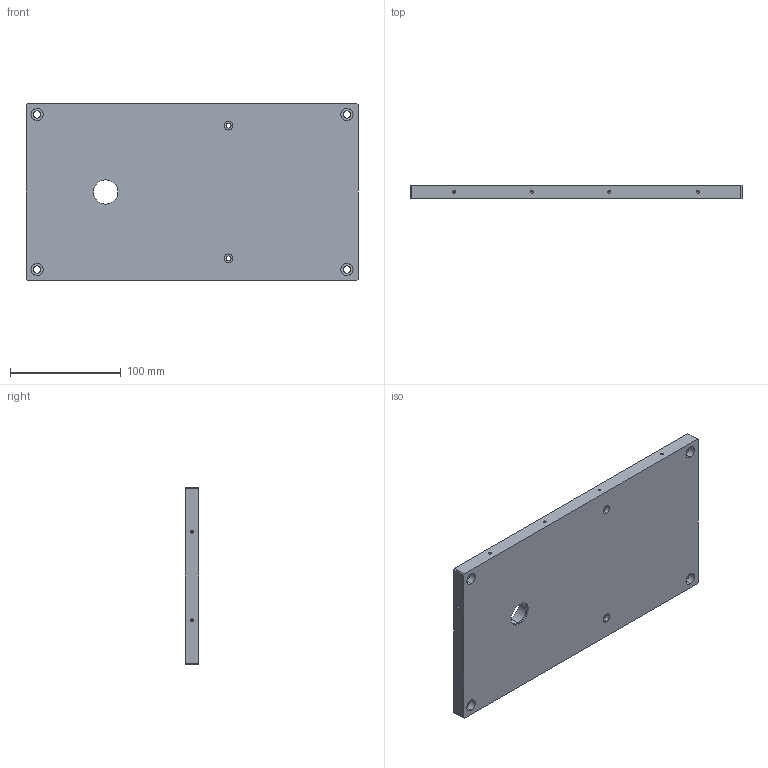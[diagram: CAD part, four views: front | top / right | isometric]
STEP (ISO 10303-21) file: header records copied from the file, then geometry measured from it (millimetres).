
FILE_DESCRIPTION (( 'STEP AP214' ), '1' );
FILE_NAME ('190211_ST_001.STEP', '2019-02-11T13:53:00', ( '' ), ( '' ), 'SwSTEP 2.0', 'SolidWorks 2016', '' );
FILE_SCHEMA (( 'AUTOMOTIVE_DESIGN' ));
Length unit declared in the file: millimetre
Products named in the file (1): 190211_ST_001
Bounding box: 300 x 12 x 160 mm (x, y, z)
Volume: 567035.7 mm3; surface area: 109314.9 mm2
Topology: 1 solids, 1 shells, 100 faces, 242 edges, 140 vertices
Faces by surface type: cylinder 54, cone 28, plane 18
Entity records: 3092 total; most frequent: DIRECTION 532, CARTESIAN_POINT 459, ORIENTED_EDGE 436, EDGE_CURVE 218, AXIS2_PLACEMENT_3D 213, VERTEX_POINT 140, EDGE_LOOP 134, CIRCLE 112
